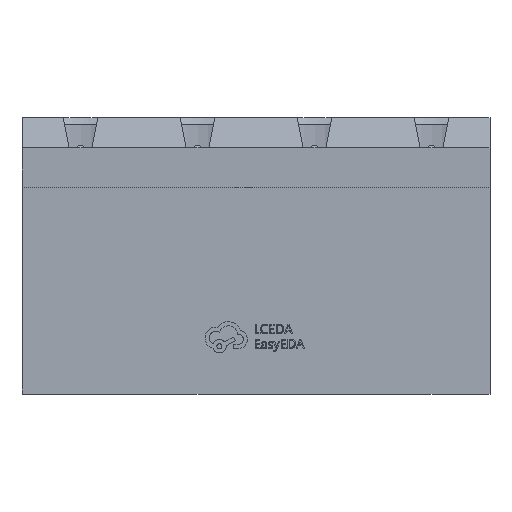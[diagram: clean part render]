
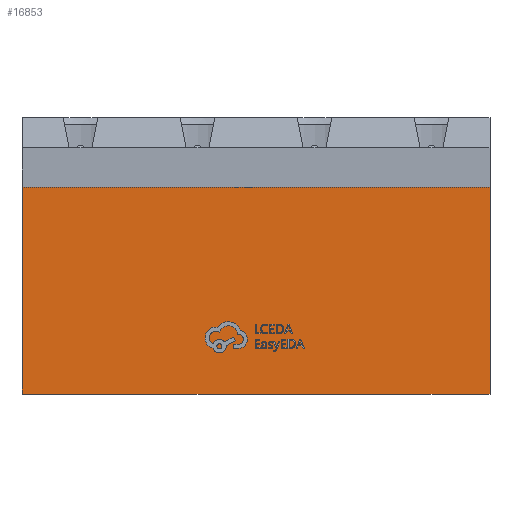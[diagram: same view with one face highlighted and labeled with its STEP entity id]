
A CAD part, top view. The second image highlights one B-rep face of the part: STEP entity #16853.
In plain terms, the highlighted planar face has unit normal (0, 0, 1).
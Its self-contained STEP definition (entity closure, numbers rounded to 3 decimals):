
#23 = LINE ( 'NONE', #10038, #13112 ) ;
#412 = EDGE_CURVE ( 'NONE', #5331, #15704, #19048, .T. ) ;
#613 = VECTOR ( 'NONE', #16643, 1000. ) ;
#1006 = ORIENTED_EDGE ( 'NONE', *, *, #13633, .T. ) ;
#1930 = VERTEX_POINT ( 'NONE', #18333 ) ;
#2274 = CARTESIAN_POINT ( 'NONE',  ( -17.78, 2.98, 4.3 ) ) ;
#3409 = ORIENTED_EDGE ( 'NONE', *, *, #412, .F. ) ;
#4847 = AXIS2_PLACEMENT_3D ( 'NONE', #18206, #17759, #13057 ) ;
#5331 = VERTEX_POINT ( 'NONE', #10364 ) ;
#5666 = DIRECTION ( 'NONE',  ( 0., -1., 0. ) ) ;
#7329 = LINE ( 'NONE', #2274, #15767 ) ;
#9143 = DIRECTION ( 'NONE',  ( 0., -1., 0. ) ) ;
#9790 = LINE ( 'NONE', #21700, #613 ) ;
#10038 = CARTESIAN_POINT ( 'NONE',  ( -12.7, 2.98, 4.3 ) ) ;
#10364 = CARTESIAN_POINT ( 'NONE',  ( 2.54, 2.98, 4.3 ) ) ;
#10568 = ORIENTED_EDGE ( 'NONE', *, *, #11316, .F. ) ;
#11316 = EDGE_CURVE ( 'NONE', #15704, #16150, #9790, .T. ) ;
#12257 = FACE_OUTER_BOUND ( 'NONE', #17078, .T. ) ;
#12372 = CARTESIAN_POINT ( 'NONE',  ( 2.54, -6., 4.3 ) ) ;
#13057 = DIRECTION ( 'NONE',  ( 0., 1., 0. ) ) ;
#13112 = VECTOR ( 'NONE', #20498, 1000. ) ;
#13633 = EDGE_CURVE ( 'NONE', #1930, #16150, #7329, .T. ) ;
#15704 = VERTEX_POINT ( 'NONE', #12372 ) ;
#15743 = PLANE ( 'NONE',  #4847 ) ;
#15767 = VECTOR ( 'NONE', #9143, 1000. ) ;
#16150 = VERTEX_POINT ( 'NONE', #19874 ) ;
#16643 = DIRECTION ( 'NONE',  ( -1., 0., 0. ) ) ;
#16722 = EDGE_CURVE ( 'NONE', #5331, #1930, #23, .T. ) ;
#16853 = ADVANCED_FACE ( 'NONE', ( #12257 ), #15743, .F. ) ;
#17078 = EDGE_LOOP ( 'NONE', ( #1006, #10568, #3409, #21491 ) ) ;
#17759 = DIRECTION ( 'NONE',  ( 0., 0., -1. ) ) ;
#18206 = CARTESIAN_POINT ( 'NONE',  ( -12.7, 2.98, 4.3 ) ) ;
#18333 = CARTESIAN_POINT ( 'NONE',  ( -17.78, 2.98, 4.3 ) ) ;
#19048 = LINE ( 'NONE', #20641, #21190 ) ;
#19874 = CARTESIAN_POINT ( 'NONE',  ( -17.78, -6., 4.3 ) ) ;
#20498 = DIRECTION ( 'NONE',  ( -1., 0., 0. ) ) ;
#20641 = CARTESIAN_POINT ( 'NONE',  ( 2.54, 2.98, 4.3 ) ) ;
#21190 = VECTOR ( 'NONE', #5666, 1000. ) ;
#21491 = ORIENTED_EDGE ( 'NONE', *, *, #16722, .T. ) ;
#21700 = CARTESIAN_POINT ( 'NONE',  ( -12.7, -6., 4.3 ) ) ;
